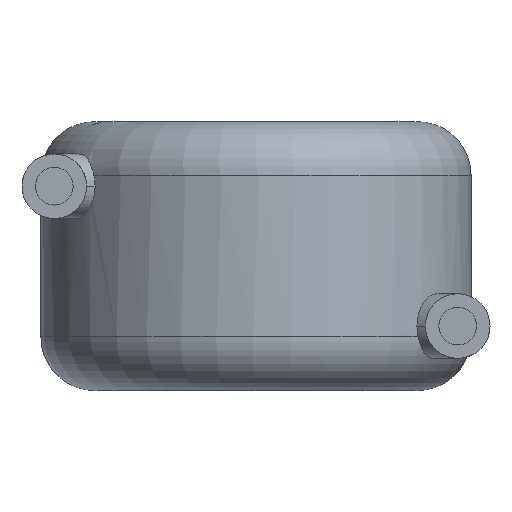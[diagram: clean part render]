
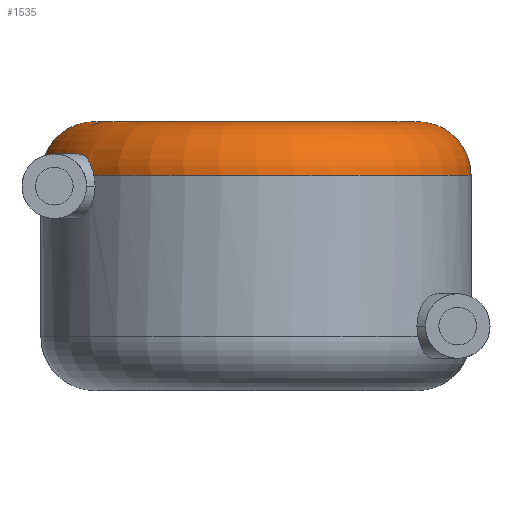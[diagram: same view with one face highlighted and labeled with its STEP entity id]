
A CAD part, front view. The second image highlights one B-rep face of the part: STEP entity #1535.
In plain terms, the highlighted toroidal (fillet/blend) face has major radius 3 mm and minor radius 1 mm.
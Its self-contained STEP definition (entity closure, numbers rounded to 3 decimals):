
#15 = CARTESIAN_POINT ( 'NONE',  ( 0., 0., 5. ) ) ;
#28 = VERTEX_POINT ( 'NONE', #1244 ) ;
#34 = EDGE_CURVE ( 'NONE', #1129, #28, #2344, .T. ) ;
#72 = DIRECTION ( 'NONE',  ( 0., 0., -1. ) ) ;
#85 = CARTESIAN_POINT ( 'NONE',  ( -3.615, -1.712, 4.117 ) ) ;
#138 = VERTEX_POINT ( 'NONE', #2455 ) ;
#198 = ORIENTED_EDGE ( 'NONE', *, *, #3112, .F. ) ;
#294 = ORIENTED_EDGE ( 'NONE', *, *, #34, .T. ) ;
#325 = CARTESIAN_POINT ( 'NONE',  ( -3.077, -2.524, 4.22 ) ) ;
#346 = CARTESIAN_POINT ( 'NONE',  ( -3.165, -2.341, 4.36 ) ) ;
#389 = DIRECTION ( 'NONE',  ( 0., 0., -1. ) ) ;
#429 = DIRECTION ( 'NONE',  ( 1., 0., 0. ) ) ;
#431 = CARTESIAN_POINT ( 'NONE',  ( -3., 0., 5. ) ) ;
#679 = DIRECTION ( 'NONE',  ( 1., 0., 0. ) ) ;
#799 = EDGE_CURVE ( 'NONE', #138, #2661, #3182, .T. ) ;
#940 = DIRECTION ( 'NONE',  ( 1., 0., 0. ) ) ;
#961 = FACE_OUTER_BOUND ( 'NONE', #2478, .T. ) ;
#1017 = CARTESIAN_POINT ( 'NONE',  ( -4., 0., 4. ) ) ;
#1022 = ORIENTED_EDGE ( 'NONE', *, *, #799, .F. ) ;
#1070 = AXIS2_PLACEMENT_3D ( 'NONE', #15, #2333, #429 ) ;
#1129 = VERTEX_POINT ( 'NONE', #2132 ) ;
#1179 = CARTESIAN_POINT ( 'NONE',  ( -3.042, -2.597, 4.118 ) ) ;
#1212 = CARTESIAN_POINT ( 'NONE',  ( -3.222, -2.231, 4.399 ) ) ;
#1217 = DIRECTION ( 'NONE',  ( 0., 0., -1. ) ) ;
#1244 = CARTESIAN_POINT ( 'NONE',  ( 3., 0., 5. ) ) ;
#1410 = ORIENTED_EDGE ( 'NONE', *, *, #1861, .F. ) ;
#1418 = B_SPLINE_CURVE_WITH_KNOTS ( 'NONE', 3,
 ( #2603, #85, #1790, #1752, #1732, #1212, #346, #325, #1179, #2222 ),
 .UNSPECIFIED., .F., .F.,
 ( 4, 2, 2, 2, 4 ),
 ( 0., 0., 0.001, 0.001, 0.001 ),
 .UNSPECIFIED. ) ;
#1437 = DIRECTION ( 'NONE',  ( 0., 1., 0. ) ) ;
#1477 = CIRCLE ( 'NONE', #2250, 1. ) ;
#1519 = TOROIDAL_SURFACE ( 'NONE', #1934, 3., 1. ) ;
#1522 = CARTESIAN_POINT ( 'NONE',  ( 3., 0., 4. ) ) ;
#1530 = AXIS2_PLACEMENT_3D ( 'NONE', #3195, #389, #679 ) ;
#1535 = ADVANCED_FACE ( 'NONE', ( #961 ), #1519, .T. ) ;
#1569 = CARTESIAN_POINT ( 'NONE',  ( 0., 0., 4. ) ) ;
#1725 = VERTEX_POINT ( 'NONE', #431 ) ;
#1732 = CARTESIAN_POINT ( 'NONE',  ( -3.356, -2.023, 4.401 ) ) ;
#1752 = CARTESIAN_POINT ( 'NONE',  ( -3.433, -1.926, 4.362 ) ) ;
#1790 = CARTESIAN_POINT ( 'NONE',  ( -3.564, -1.77, 4.22 ) ) ;
#1861 = EDGE_CURVE ( 'NONE', #1129, #2145, #3240, .T. ) ;
#1934 = AXIS2_PLACEMENT_3D ( 'NONE', #1569, #2664, #940 ) ;
#2115 = AXIS2_PLACEMENT_3D ( 'NONE', #2395, #72, #2592 ) ;
#2132 = CARTESIAN_POINT ( 'NONE',  ( 4., 0., 4. ) ) ;
#2145 = VERTEX_POINT ( 'NONE', #2324 ) ;
#2222 = CARTESIAN_POINT ( 'NONE',  ( -3.015, -2.629, 4. ) ) ;
#2250 = AXIS2_PLACEMENT_3D ( 'NONE', #2615, #1437, #2873 ) ;
#2324 = CARTESIAN_POINT ( 'NONE',  ( -3.015, -2.629, 4. ) ) ;
#2333 = DIRECTION ( 'NONE',  ( 0., 0., 1. ) ) ;
#2344 = CIRCLE ( 'NONE', #3117, 1. ) ;
#2362 = CIRCLE ( 'NONE', #1070, 3. ) ;
#2374 = DIRECTION ( 'NONE',  ( 0., -1., 0. ) ) ;
#2395 = CARTESIAN_POINT ( 'NONE',  ( 0., 0., 4. ) ) ;
#2441 = ORIENTED_EDGE ( 'NONE', *, *, #2714, .T. ) ;
#2455 = CARTESIAN_POINT ( 'NONE',  ( -3.633, -1.673, 4. ) ) ;
#2478 = EDGE_LOOP ( 'NONE', ( #2577, #1022, #2441, #1410, #294, #198 ) ) ;
#2577 = ORIENTED_EDGE ( 'NONE', *, *, #3085, .F. ) ;
#2592 = DIRECTION ( 'NONE',  ( 1., 0., 0. ) ) ;
#2603 = CARTESIAN_POINT ( 'NONE',  ( -3.633, -1.673, 4. ) ) ;
#2615 = CARTESIAN_POINT ( 'NONE',  ( -3., 0., 4. ) ) ;
#2661 = VERTEX_POINT ( 'NONE', #1017 ) ;
#2664 = DIRECTION ( 'NONE',  ( 0., 0., 1. ) ) ;
#2714 = EDGE_CURVE ( 'NONE', #138, #2145, #1418, .T. ) ;
#2873 = DIRECTION ( 'NONE',  ( -1., 0., 0. ) ) ;
#3085 = EDGE_CURVE ( 'NONE', #2661, #1725, #1477, .T. ) ;
#3112 = EDGE_CURVE ( 'NONE', #1725, #28, #2362, .T. ) ;
#3117 = AXIS2_PLACEMENT_3D ( 'NONE', #1522, #2374, #1217 ) ;
#3182 = CIRCLE ( 'NONE', #1530, 4. ) ;
#3195 = CARTESIAN_POINT ( 'NONE',  ( 0., 0., 4. ) ) ;
#3240 = CIRCLE ( 'NONE', #2115, 4. ) ;
